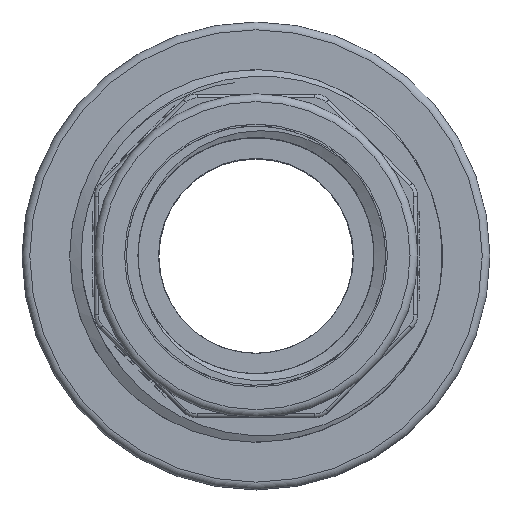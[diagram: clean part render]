
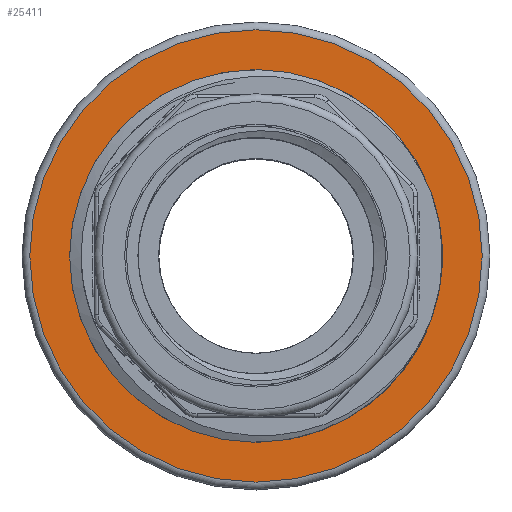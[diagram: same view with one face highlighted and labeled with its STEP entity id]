
A CAD part, top view. The second image highlights one B-rep face of the part: STEP entity #25411.
In plain terms, the highlighted planar face has unit normal (0, 0, 1).
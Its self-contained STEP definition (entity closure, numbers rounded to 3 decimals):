
#1950=PLANE('',#30118);
#10727=EDGE_LOOP('',(#12776));
#10728=EDGE_LOOP('',(#12777));
#12776=ORIENTED_EDGE('',*,*,#21179,.T.);
#12777=ORIENTED_EDGE('',*,*,#21178,.T.);
#21178=EDGE_CURVE('',#27520,#27520,#25128,.T.);
#21179=EDGE_CURVE('',#27521,#27521,#25129,.T.);
#25128=CIRCLE('',#30115,23.902);
#25129=CIRCLE('',#30117,29.);
#25411=ADVANCED_FACE('',(#26997,#26998),#1950,.T.);
#26997=FACE_BOUND('',#10727,.T.);
#26998=FACE_BOUND('',#10728,.T.);
#27520=VERTEX_POINT('',#42340);
#27521=VERTEX_POINT('',#42855);
#30115=AXIS2_PLACEMENT_3D('',#42339,#31964,#31965);
#30117=AXIS2_PLACEMENT_3D('',#42854,#31968,#31969);
#30118=AXIS2_PLACEMENT_3D('',#42856,#31970,#31971);
#31964=DIRECTION('',(0.,0.,-1.));
#31965=DIRECTION('',(-1.,0.,0.));
#31968=DIRECTION('',(0.,0.,1.));
#31969=DIRECTION('',(-1.,0.,0.));
#31970=DIRECTION('',(0.,0.,1.));
#31971=DIRECTION('',(1.,0.,0.));
#42339=CARTESIAN_POINT('',(144.,5.,21.6));
#42340=CARTESIAN_POINT('',(120.099,5.,21.6));
#42854=CARTESIAN_POINT('',(144.,5.,21.6));
#42855=CARTESIAN_POINT('',(115.,5.,21.6));
#42856=CARTESIAN_POINT('',(144.,5.,21.6));
